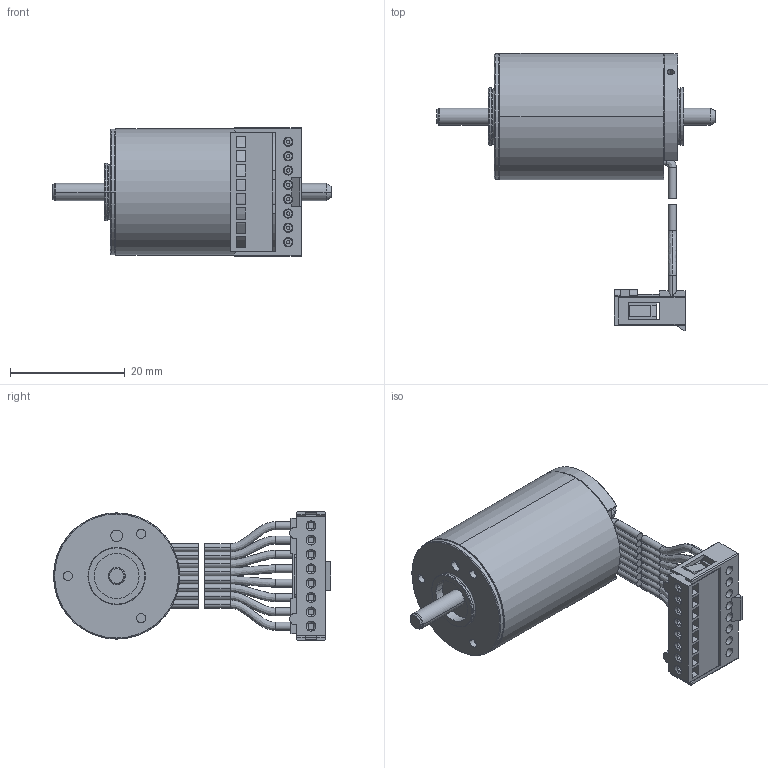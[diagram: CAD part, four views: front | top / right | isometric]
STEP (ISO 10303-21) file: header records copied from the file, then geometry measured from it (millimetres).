
FILE_DESCRIPTION((''),'2;1');
FILE_NAME('283837_EC-MAX22_12W','2016-10-14T',('mmagpetk'),(''),'CREO PARAMETRIC BY PTC INC, 2016050','CREO PARAMETRIC BY PTC INC, 2016050','');
FILE_SCHEMA(('CONFIG_CONTROL_DESIGN'));
Length unit declared in the file: millimetre
Products named in the file (1): 283837_EC-MAX22_12W
Bounding box: 48.5 x 48.25 x 22.6 mm (x, y, z)
Volume: 13516.5 mm3; surface area: 6342.4 mm2
Topology: 8 solids, 8 shells, 596 faces, 1667 edges, 1088 vertices
Faces by surface type: plane 317, cylinder 205, cone 36, bspline 32, torus 6
Entity records: 29747 total; most frequent: CARTESIAN_POINT 5715, ORIENTED_EDGE 3330, DIRECTION 3143, PRESENTATION_STYLE_ASSIGNMENT 2137, STYLED_ITEM 1673, CURVE_STYLE 1665, EDGE_CURVE 1665, VERTEX_POINT 1088
